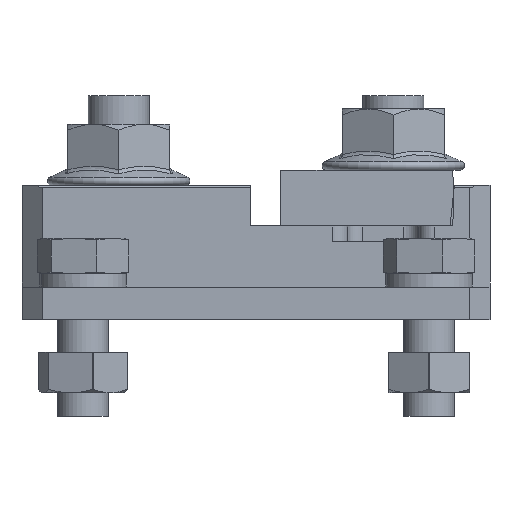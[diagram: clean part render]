
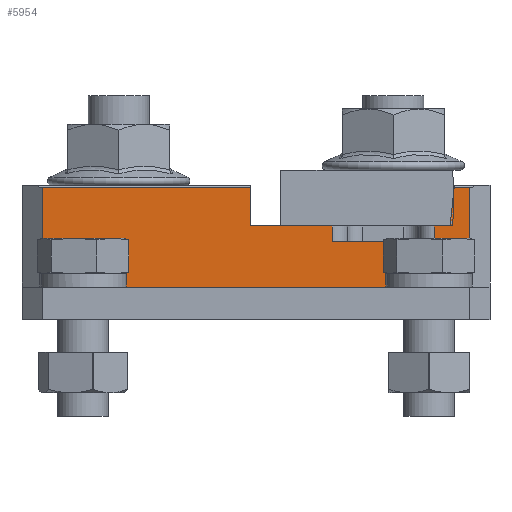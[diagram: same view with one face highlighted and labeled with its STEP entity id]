
A CAD part, front view. The second image highlights one B-rep face of the part: STEP entity #5954.
In plain terms, the highlighted planar face has unit normal (0, -1, 0).
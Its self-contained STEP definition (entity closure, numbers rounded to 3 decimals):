
#58 = DIRECTION ( 'NONE',  ( 0., 1., 0. ) ) ;
#62 = VERTEX_POINT ( 'NONE', #2665 ) ;
#82 = CARTESIAN_POINT ( 'NONE',  ( 2., 0., -10. ) ) ;
#171 = ORIENTED_EDGE ( 'NONE', *, *, #5295, .T. ) ;
#241 = DIRECTION ( 'NONE',  ( 0., 0., -1. ) ) ;
#302 = VECTOR ( 'NONE', #1930, 1000. ) ;
#381 = VECTOR ( 'NONE', #3532, 1000. ) ;
#426 = CARTESIAN_POINT ( 'NONE',  ( 30.5, 0., -5.5 ) ) ;
#498 = VERTEX_POINT ( 'NONE', #5881 ) ;
#714 = EDGE_CURVE ( 'NONE', #763, #2352, #2358, .T. ) ;
#763 = VERTEX_POINT ( 'NONE', #1905 ) ;
#846 = VERTEX_POINT ( 'NONE', #5281 ) ;
#932 = VECTOR ( 'NONE', #1628, 1000. ) ;
#1189 = CARTESIAN_POINT ( 'NONE',  ( 42.08, 0., -4. ) ) ;
#1394 = AXIS2_PLACEMENT_3D ( 'NONE', #3397, #58, #3964 ) ;
#1397 = EDGE_CURVE ( 'NONE', #6806, #62, #2431, .T. ) ;
#1404 = EDGE_CURVE ( 'NONE', #846, #498, #5230, .T. ) ;
#1495 = CARTESIAN_POINT ( 'NONE',  ( 22.5, 0., -0.25 ) ) ;
#1519 = FACE_OUTER_BOUND ( 'NONE', #2584, .T. ) ;
#1526 = VECTOR ( 'NONE', #5779, 1000. ) ;
#1628 = DIRECTION ( 'NONE',  ( -1., 0., 0. ) ) ;
#1718 = VERTEX_POINT ( 'NONE', #1495 ) ;
#1809 = VERTEX_POINT ( 'NONE', #426 ) ;
#1879 = CARTESIAN_POINT ( 'NONE',  ( 44., 0., -10. ) ) ;
#1905 = CARTESIAN_POINT ( 'NONE',  ( 22.5, 0., -4. ) ) ;
#1930 = DIRECTION ( 'NONE',  ( 0., 0., 1. ) ) ;
#1952 = LINE ( 'NONE', #4183, #3443 ) ;
#2040 = LINE ( 'NONE', #5698, #4859 ) ;
#2065 = ORIENTED_EDGE ( 'NONE', *, *, #1397, .T. ) ;
#2071 = EDGE_CURVE ( 'NONE', #1718, #763, #3369, .T. ) ;
#2228 = VERTEX_POINT ( 'NONE', #6412 ) ;
#2328 = DIRECTION ( 'NONE',  ( 0., 0., -1. ) ) ;
#2352 = VERTEX_POINT ( 'NONE', #2894 ) ;
#2358 = LINE ( 'NONE', #1189, #5780 ) ;
#2361 = DIRECTION ( 'NONE',  ( 0.104, 0., 0.995 ) ) ;
#2431 = LINE ( 'NONE', #6626, #932 ) ;
#2432 = CARTESIAN_POINT ( 'NONE',  ( 46., 0., -10. ) ) ;
#2433 = VERTEX_POINT ( 'NONE', #1879 ) ;
#2462 = CARTESIAN_POINT ( 'NONE',  ( 40.5, 0., 0. ) ) ;
#2502 = CARTESIAN_POINT ( 'NONE',  ( 30.5, 0., 0. ) ) ;
#2561 = VECTOR ( 'NONE', #241, 1000. ) ;
#2570 = CARTESIAN_POINT ( 'NONE',  ( 2., 0., -10. ) ) ;
#2584 = EDGE_LOOP ( 'NONE', ( #3287, #3559, #4412, #4797, #4854, #4958, #6460, #6542, #6682, #171, #2065, #3032 ) ) ;
#2665 = CARTESIAN_POINT ( 'NONE',  ( 42.474, 0., -0.25 ) ) ;
#2719 = LINE ( 'NONE', #2570, #5713 ) ;
#2726 = LINE ( 'NONE', #2462, #2561 ) ;
#2758 = VERTEX_POINT ( 'NONE', #3996 ) ;
#2765 = VERTEX_POINT ( 'NONE', #82 ) ;
#2894 = CARTESIAN_POINT ( 'NONE',  ( 30.5, 0., -4. ) ) ;
#3007 = LINE ( 'NONE', #2432, #1526 ) ;
#3032 = ORIENTED_EDGE ( 'NONE', *, *, #5247, .F. ) ;
#3177 = LINE ( 'NONE', #6895, #381 ) ;
#3214 = EDGE_CURVE ( 'NONE', #2433, #2765, #3007, .T. ) ;
#3287 = ORIENTED_EDGE ( 'NONE', *, *, #1404, .F. ) ;
#3369 = LINE ( 'NONE', #5137, #4711 ) ;
#3397 = CARTESIAN_POINT ( 'NONE',  ( 46., 0., 0. ) ) ;
#3443 = VECTOR ( 'NONE', #6400, 1000. ) ;
#3532 = DIRECTION ( 'NONE',  ( 0., 0., 1. ) ) ;
#3559 = ORIENTED_EDGE ( 'NONE', *, *, #3576, .T. ) ;
#3576 = EDGE_CURVE ( 'NONE', #846, #2228, #2726, .T. ) ;
#3597 = CARTESIAN_POINT ( 'NONE',  ( 44., 0., -0.25 ) ) ;
#3876 = CARTESIAN_POINT ( 'NONE',  ( 42.08, 0., -4. ) ) ;
#3964 = DIRECTION ( 'NONE',  ( 0., 0., 1. ) ) ;
#3996 = CARTESIAN_POINT ( 'NONE',  ( 2., 0., -0.25 ) ) ;
#4183 = CARTESIAN_POINT ( 'NONE',  ( 32., 0., -5.5 ) ) ;
#4259 = EDGE_CURVE ( 'NONE', #1809, #2228, #1952, .T. ) ;
#4268 = EDGE_CURVE ( 'NONE', #1809, #2352, #6073, .T. ) ;
#4412 = ORIENTED_EDGE ( 'NONE', *, *, #4259, .F. ) ;
#4590 = VECTOR ( 'NONE', #4820, 1000. ) ;
#4711 = VECTOR ( 'NONE', #2328, 1000. ) ;
#4797 = ORIENTED_EDGE ( 'NONE', *, *, #4268, .T. ) ;
#4820 = DIRECTION ( 'NONE',  ( -1., 0., 0. ) ) ;
#4846 = EDGE_CURVE ( 'NONE', #1718, #2758, #5712, .T. ) ;
#4854 = ORIENTED_EDGE ( 'NONE', *, *, #714, .F. ) ;
#4859 = VECTOR ( 'NONE', #2361, 1000. ) ;
#4958 = ORIENTED_EDGE ( 'NONE', *, *, #2071, .F. ) ;
#5137 = CARTESIAN_POINT ( 'NONE',  ( 22.5, 0., -4. ) ) ;
#5230 = LINE ( 'NONE', #3876, #6536 ) ;
#5247 = EDGE_CURVE ( 'NONE', #498, #62, #2040, .T. ) ;
#5281 = CARTESIAN_POINT ( 'NONE',  ( 40.5, 0., -4. ) ) ;
#5295 = EDGE_CURVE ( 'NONE', #2433, #6806, #3177, .T. ) ;
#5610 = PLANE ( 'NONE',  #1394 ) ;
#5698 = CARTESIAN_POINT ( 'NONE',  ( 42.5, 0., 0. ) ) ;
#5712 = LINE ( 'NONE', #6493, #4590 ) ;
#5713 = VECTOR ( 'NONE', #6473, 1000. ) ;
#5779 = DIRECTION ( 'NONE',  ( -1., 0., 0. ) ) ;
#5780 = VECTOR ( 'NONE', #6978, 1000. ) ;
#5881 = CARTESIAN_POINT ( 'NONE',  ( 42.08, 0., -4. ) ) ;
#5954 = ADVANCED_FACE ( 'NONE', ( #1519 ), #5610, .F. ) ;
#6073 = LINE ( 'NONE', #2502, #302 ) ;
#6352 = EDGE_CURVE ( 'NONE', #2758, #2765, #2719, .T. ) ;
#6400 = DIRECTION ( 'NONE',  ( 1., 0., 0. ) ) ;
#6412 = CARTESIAN_POINT ( 'NONE',  ( 40.5, 0., -5.5 ) ) ;
#6460 = ORIENTED_EDGE ( 'NONE', *, *, #4846, .T. ) ;
#6473 = DIRECTION ( 'NONE',  ( 0., 0., -1. ) ) ;
#6493 = CARTESIAN_POINT ( 'NONE',  ( 46., 0., -0.25 ) ) ;
#6536 = VECTOR ( 'NONE', #6664, 1000. ) ;
#6542 = ORIENTED_EDGE ( 'NONE', *, *, #6352, .T. ) ;
#6626 = CARTESIAN_POINT ( 'NONE',  ( 46., 0., -0.25 ) ) ;
#6664 = DIRECTION ( 'NONE',  ( 1., 0., 0. ) ) ;
#6682 = ORIENTED_EDGE ( 'NONE', *, *, #3214, .F. ) ;
#6806 = VERTEX_POINT ( 'NONE', #3597 ) ;
#6895 = CARTESIAN_POINT ( 'NONE',  ( 44., 0., 0. ) ) ;
#6978 = DIRECTION ( 'NONE',  ( 1., 0., 0. ) ) ;
